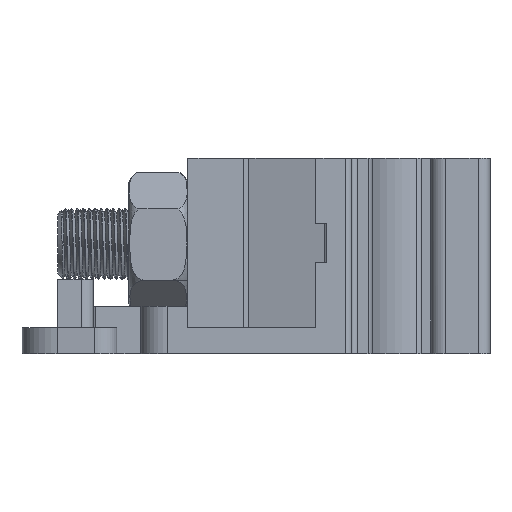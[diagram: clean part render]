
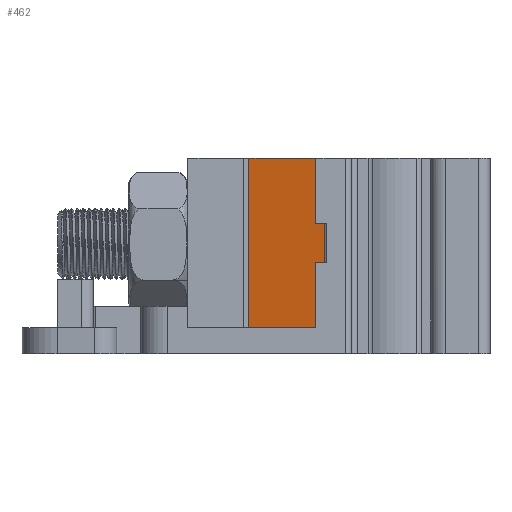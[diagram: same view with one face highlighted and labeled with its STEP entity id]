
A CAD part, left-side view. The second image highlights one B-rep face of the part: STEP entity #462.
In plain terms, the highlighted planar face has unit normal (-0.973, 0.232, 0).
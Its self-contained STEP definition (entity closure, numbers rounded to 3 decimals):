
#462 = ADVANCED_FACE( '', ( #1367 ), #1368, .T. );
#1367 = FACE_OUTER_BOUND( '', #3444, .T. );
#1368 = PLANE( '', #3445 );
#3444 = EDGE_LOOP( '', ( #11615, #11616, #11617, #11618 ) );
#3445 = AXIS2_PLACEMENT_3D( '', #11619, #11620, #11621 );
#11615 = ORIENTED_EDGE( '', *, *, #14475, .T. );
#11616 = ORIENTED_EDGE( '', *, *, #14476, .T. );
#11617 = ORIENTED_EDGE( '', *, *, #14477, .T. );
#11618 = ORIENTED_EDGE( '', *, *, #14478, .T. );
#11619 = CARTESIAN_POINT( '', ( 3946.915, 3272.761, 0.1 ) );
#11620 = DIRECTION( '', ( -0.973, 0.232, 0. ) );
#11621 = DIRECTION( '', ( 0.232, 0.973, 0. ) );
#14475 = EDGE_CURVE( '', #15847, #15848, #15849, .F. );
#14476 = EDGE_CURVE( '', #15848, #15850, #15851, .T. );
#14477 = EDGE_CURVE( '', #15850, #15852, #15853, .T. );
#14478 = EDGE_CURVE( '', #15852, #15847, #15854, .F. );
#15847 = VERTEX_POINT( '', #20173 );
#15848 = VERTEX_POINT( '', #20174 );
#15849 = LINE( '', #20175, #20176 );
#15850 = VERTEX_POINT( '', #20177 );
#15851 = LINE( '', #20178, #20179 );
#15852 = VERTEX_POINT( '', #20180 );
#15853 = LINE( '', #20181, #20182 );
#15854 = LINE( '', #20183, #20184 );
#20173 = CARTESIAN_POINT( '', ( 3946.939, 3272.858, -14.3 ) );
#20174 = CARTESIAN_POINT( '', ( 3946.939, 3272.858, -0.001 ) );
#20175 = CARTESIAN_POINT( '', ( 3946.939, 3272.858, 0.1 ) );
#20176 = VECTOR( '', #24523, 1000. );
#20177 = CARTESIAN_POINT( '', ( 3948.465, 3279.251, -0.001 ) );
#20178 = CARTESIAN_POINT( '', ( 3946.915, 3272.761, -0.001 ) );
#20179 = VECTOR( '', #24524, 1000. );
#20180 = CARTESIAN_POINT( '', ( 3948.465, 3279.251, -14.3 ) );
#20181 = CARTESIAN_POINT( '', ( 3948.465, 3279.251, -0.1 ) );
#20182 = VECTOR( '', #24525, 1000. );
#20183 = CARTESIAN_POINT( '', ( 3946.915, 3272.761, -14.3 ) );
#20184 = VECTOR( '', #24526, 1000. );
#24523 = DIRECTION( '', ( 0., 0., -1. ) );
#24524 = DIRECTION( '', ( 0.232, 0.973, 0. ) );
#24525 = DIRECTION( '', ( 0., 0., -1. ) );
#24526 = DIRECTION( '', ( 0.232, 0.973, 0. ) );
